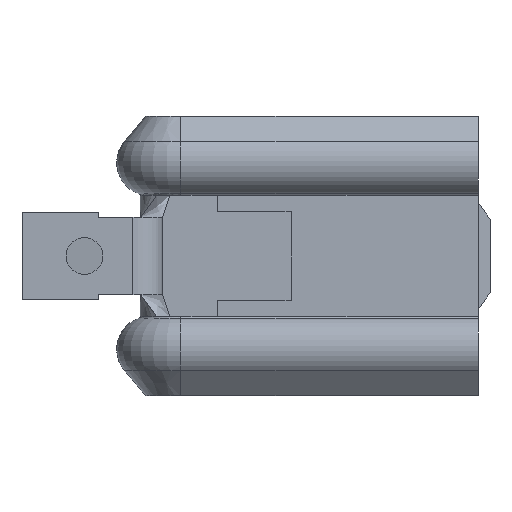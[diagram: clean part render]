
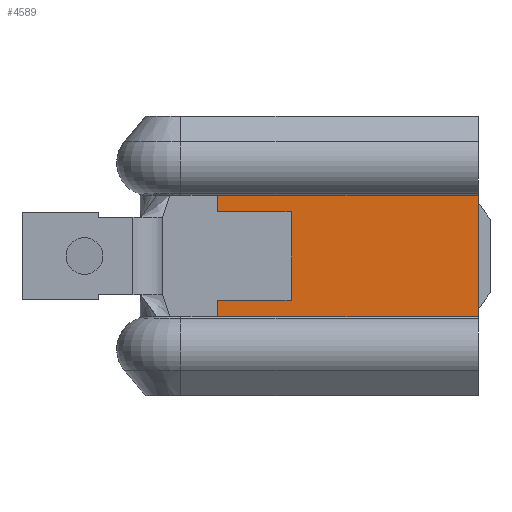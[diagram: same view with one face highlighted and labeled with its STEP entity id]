
A CAD part, front view. The second image highlights one B-rep face of the part: STEP entity #4589.
In plain terms, the highlighted planar face has unit normal (0, -1, 0).
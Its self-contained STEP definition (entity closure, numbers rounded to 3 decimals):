
#79 = CARTESIAN_POINT ( 'NONE',  ( 43., -23.5, 8.25 ) ) ;
#131 = EDGE_CURVE ( 'NONE', #3956, #2982, #760, .T. ) ;
#135 = CARTESIAN_POINT ( 'NONE',  ( 2.5, -23.5, 8.25 ) ) ;
#414 = CARTESIAN_POINT ( 'NONE',  ( 2.5, -23.5, 8.25 ) ) ;
#458 = EDGE_CURVE ( 'NONE', #4483, #1613, #1431, .T. ) ;
#568 = CARTESIAN_POINT ( 'NONE',  ( 17.5, -23.5, 6. ) ) ;
#745 = DIRECTION ( 'NONE',  ( -1., 0., 0. ) ) ;
#760 = LINE ( 'NONE', #788, #3185 ) ;
#788 = CARTESIAN_POINT ( 'NONE',  ( 7.5, -23.5, -8.25 ) ) ;
#894 = EDGE_CURVE ( 'NONE', #5105, #3591, #5446, .T. ) ;
#935 = VECTOR ( 'NONE', #2354, 1000. ) ;
#1042 = LINE ( 'NONE', #2839, #5257 ) ;
#1067 = AXIS2_PLACEMENT_3D ( 'NONE', #135, #4973, #3269 ) ;
#1383 = ORIENTED_EDGE ( 'NONE', *, *, #3162, .F. ) ;
#1418 = DIRECTION ( 'NONE',  ( 0., 0., 1. ) ) ;
#1419 = VERTEX_POINT ( 'NONE', #3037 ) ;
#1431 = LINE ( 'NONE', #1949, #3983 ) ;
#1558 = CARTESIAN_POINT ( 'NONE',  ( 7.5, -23.5, -6. ) ) ;
#1613 = VERTEX_POINT ( 'NONE', #568 ) ;
#1830 = ORIENTED_EDGE ( 'NONE', *, *, #458, .F. ) ;
#1857 = ORIENTED_EDGE ( 'NONE', *, *, #4119, .F. ) ;
#1900 = CARTESIAN_POINT ( 'NONE',  ( 43., -23.5, 8.25 ) ) ;
#1905 = CARTESIAN_POINT ( 'NONE',  ( 17.5, -23.5, -6. ) ) ;
#1949 = CARTESIAN_POINT ( 'NONE',  ( 17.5, -23.5, -6. ) ) ;
#2354 = DIRECTION ( 'NONE',  ( 1., 0., 0. ) ) ;
#2394 = DIRECTION ( 'NONE',  ( 0., 0., 1. ) ) ;
#2478 = VECTOR ( 'NONE', #4457, 1000. ) ;
#2717 = VERTEX_POINT ( 'NONE', #3134 ) ;
#2839 = CARTESIAN_POINT ( 'NONE',  ( 7.5, -23.5, 6. ) ) ;
#2853 = PLANE ( 'NONE',  #1067 ) ;
#2982 = VERTEX_POINT ( 'NONE', #1558 ) ;
#3015 = LINE ( 'NONE', #3102, #5025 ) ;
#3031 = EDGE_LOOP ( 'NONE', ( #1383, #3965, #4581, #3998, #4862, #1857, #4271, #1830 ) ) ;
#3037 = CARTESIAN_POINT ( 'NONE',  ( 7.5, -23.5, 6. ) ) ;
#3102 = CARTESIAN_POINT ( 'NONE',  ( 7.5, -23.5, 6. ) ) ;
#3134 = CARTESIAN_POINT ( 'NONE',  ( 7.5, -23.5, 8.25 ) ) ;
#3162 = EDGE_CURVE ( 'NONE', #2982, #4483, #3302, .T. ) ;
#3185 = VECTOR ( 'NONE', #4781, 1000. ) ;
#3206 = DIRECTION ( 'NONE',  ( 0., 0., 1. ) ) ;
#3269 = DIRECTION ( 'NONE',  ( 0., 0., 1. ) ) ;
#3302 = LINE ( 'NONE', #5089, #935 ) ;
#3321 = VECTOR ( 'NONE', #1418, 1000. ) ;
#3591 = VERTEX_POINT ( 'NONE', #1900 ) ;
#3794 = VECTOR ( 'NONE', #4785, 1000. ) ;
#3849 = LINE ( 'NONE', #4316, #3794 ) ;
#3932 = LINE ( 'NONE', #414, #2478 ) ;
#3956 = VERTEX_POINT ( 'NONE', #4460 ) ;
#3965 = ORIENTED_EDGE ( 'NONE', *, *, #131, .F. ) ;
#3983 = VECTOR ( 'NONE', #3206, 1000. ) ;
#3998 = ORIENTED_EDGE ( 'NONE', *, *, #894, .T. ) ;
#4119 = EDGE_CURVE ( 'NONE', #1419, #2717, #1042, .T. ) ;
#4271 = ORIENTED_EDGE ( 'NONE', *, *, #5655, .F. ) ;
#4283 = CARTESIAN_POINT ( 'NONE',  ( 43., -23.5, -8.25 ) ) ;
#4316 = CARTESIAN_POINT ( 'NONE',  ( 2.5, -23.5, -8.25 ) ) ;
#4457 = DIRECTION ( 'NONE',  ( 1., 0., 0. ) ) ;
#4460 = CARTESIAN_POINT ( 'NONE',  ( 7.5, -23.5, -8.25 ) ) ;
#4483 = VERTEX_POINT ( 'NONE', #1905 ) ;
#4581 = ORIENTED_EDGE ( 'NONE', *, *, #4662, .T. ) ;
#4582 = FACE_OUTER_BOUND ( 'NONE', #3031, .T. ) ;
#4589 = ADVANCED_FACE ( 'NONE', ( #4582 ), #2853, .F. ) ;
#4662 = EDGE_CURVE ( 'NONE', #3956, #5105, #3849, .T. ) ;
#4781 = DIRECTION ( 'NONE',  ( 0., 0., 1. ) ) ;
#4785 = DIRECTION ( 'NONE',  ( 1., 0., 0. ) ) ;
#4862 = ORIENTED_EDGE ( 'NONE', *, *, #5247, .F. ) ;
#4973 = DIRECTION ( 'NONE',  ( 0., 1., 0. ) ) ;
#5025 = VECTOR ( 'NONE', #745, 1000. ) ;
#5089 = CARTESIAN_POINT ( 'NONE',  ( 7.5, -23.5, -6. ) ) ;
#5105 = VERTEX_POINT ( 'NONE', #4283 ) ;
#5247 = EDGE_CURVE ( 'NONE', #2717, #3591, #3932, .T. ) ;
#5257 = VECTOR ( 'NONE', #2394, 1000. ) ;
#5446 = LINE ( 'NONE', #79, #3321 ) ;
#5655 = EDGE_CURVE ( 'NONE', #1613, #1419, #3015, .T. ) ;
